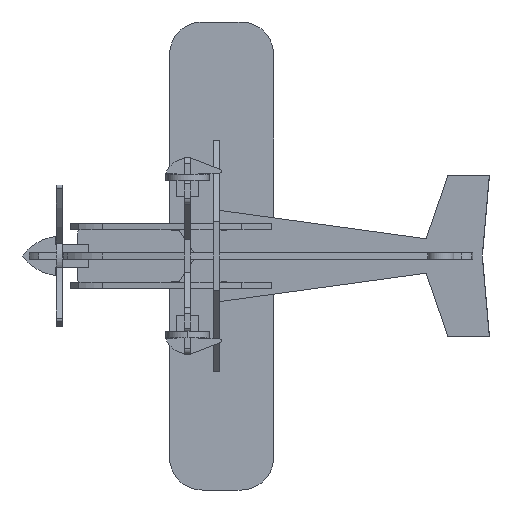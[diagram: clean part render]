
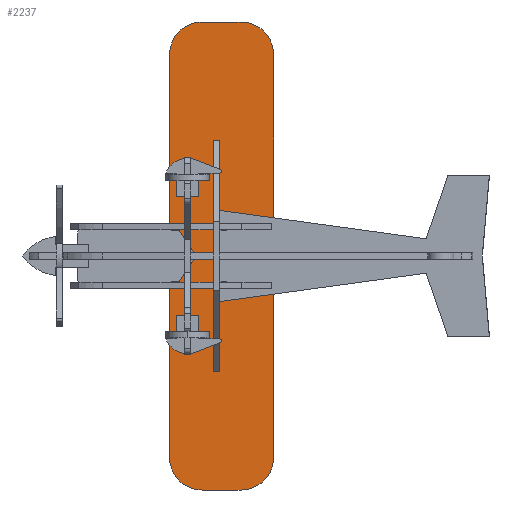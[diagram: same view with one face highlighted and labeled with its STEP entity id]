
A CAD part, front view. The second image highlights one B-rep face of the part: STEP entity #2237.
In plain terms, the highlighted free-form (B-spline) face has degree [1, 1] with [2, 2] control points.
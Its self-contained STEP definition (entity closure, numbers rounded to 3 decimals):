
#1676 = VERTEX_POINT('',#1677);
#1677 = CARTESIAN_POINT('',(-15.822,9.646,
    68.671));
#1682 = EDGE_CURVE('',#1683,#1676,#1685,.T.);
#1683 = VERTEX_POINT('',#1684);
#1684 = CARTESIAN_POINT('',(-26.104,9.646,
    78.953));
#1685 = ( BOUNDED_CURVE() B_SPLINE_CURVE(2,(#1686,#1687,#1688),
.UNSPECIFIED.,.F.,.F.) B_SPLINE_CURVE_WITH_KNOTS((3,3),(3.142,
4.712),.PIECEWISE_BEZIER_KNOTS.) CURVE() 
GEOMETRIC_REPRESENTATION_ITEM() RATIONAL_B_SPLINE_CURVE((1.,
0.707,1.)) REPRESENTATION_ITEM('') );
#1686 = CARTESIAN_POINT('',(-26.104,9.646,
    78.953));
#1687 = CARTESIAN_POINT('',(-26.104,9.646,
    68.671));
#1688 = CARTESIAN_POINT('',(-15.822,9.646,
    68.671));
#1713 = VERTEX_POINT('',#1714);
#1714 = CARTESIAN_POINT('',(-3.484,9.646,
    68.671));
#1719 = EDGE_CURVE('',#1676,#1713,#1720,.T.);
#1720 = B_SPLINE_CURVE_WITH_KNOTS('',1,(#1721,#1722),.UNSPECIFIED.,.F.,
  .F.,(2,2),(-9.167,0.),.PIECEWISE_BEZIER_KNOTS.);
#1721 = CARTESIAN_POINT('',(-15.822,9.646,
    68.671));
#1722 = CARTESIAN_POINT('',(-3.484,9.646,
    68.671));
#1742 = VERTEX_POINT('',#1743);
#1743 = CARTESIAN_POINT('',(6.797,9.646,
    78.953));
#1748 = EDGE_CURVE('',#1713,#1742,#1749,.T.);
#1749 = ( BOUNDED_CURVE() B_SPLINE_CURVE(2,(#1750,#1751,#1752),
.UNSPECIFIED.,.F.,.F.) B_SPLINE_CURVE_WITH_KNOTS((3,3),(4.712,
6.283),.PIECEWISE_BEZIER_KNOTS.) CURVE() 
GEOMETRIC_REPRESENTATION_ITEM() RATIONAL_B_SPLINE_CURVE((1.,
0.707,1.)) REPRESENTATION_ITEM('') );
#1750 = CARTESIAN_POINT('',(-3.484,9.646,
    68.671));
#1751 = CARTESIAN_POINT('',(6.797,9.646,
    68.671));
#1752 = CARTESIAN_POINT('',(6.797,9.646,
    78.953));
#1773 = VERTEX_POINT('',#1774);
#1774 = CARTESIAN_POINT('',(6.797,9.646,
    132.418));
#1779 = EDGE_CURVE('',#1742,#1773,#1780,.T.);
#1780 = B_SPLINE_CURVE_WITH_KNOTS('',1,(#1781,#1782),.UNSPECIFIED.,.F.,
  .F.,(2,2),(-39.722,0.),.PIECEWISE_BEZIER_KNOTS.);
#1781 = CARTESIAN_POINT('',(6.797,9.646,
    78.953));
#1782 = CARTESIAN_POINT('',(6.797,9.646,
    132.418));
#1801 = VERTEX_POINT('',#1802);
#1802 = CARTESIAN_POINT('',(-10.682,9.646,
    132.418));
#1807 = EDGE_CURVE('',#1773,#1801,#1808,.T.);
#1808 = B_SPLINE_CURVE_WITH_KNOTS('',1,(#1809,#1810),.UNSPECIFIED.,.F.,
  .F.,(2,2),(-12.986,-0.),.PIECEWISE_BEZIER_KNOTS.);
#1809 = CARTESIAN_POINT('',(6.797,9.646,
    132.418));
#1810 = CARTESIAN_POINT('',(-10.682,9.646,
    132.418));
#1829 = VERTEX_POINT('',#1830);
#1830 = CARTESIAN_POINT('',(-10.682,9.646,
    134.474));
#1835 = EDGE_CURVE('',#1801,#1829,#1836,.T.);
#1836 = B_SPLINE_CURVE_WITH_KNOTS('',1,(#1837,#1838),.UNSPECIFIED.,.F.,
  .F.,(2,2),(-1.528,0.),.PIECEWISE_BEZIER_KNOTS.);
#1837 = CARTESIAN_POINT('',(-10.682,9.646,
    132.418));
#1838 = CARTESIAN_POINT('',(-10.682,9.646,
    134.474));
#1857 = VERTEX_POINT('',#1858);
#1858 = CARTESIAN_POINT('',(6.797,9.646,134.474
    ));
#1863 = EDGE_CURVE('',#1829,#1857,#1864,.T.);
#1864 = B_SPLINE_CURVE_WITH_KNOTS('',1,(#1865,#1866),.UNSPECIFIED.,.F.,
  .F.,(2,2),(-12.986,0.),.PIECEWISE_BEZIER_KNOTS.);
#1865 = CARTESIAN_POINT('',(-10.682,9.646,
    134.474));
#1866 = CARTESIAN_POINT('',(6.797,9.646,134.474
    ));
#1885 = VERTEX_POINT('',#1886);
#1886 = CARTESIAN_POINT('',(6.797,9.646,
    141.671));
#1891 = EDGE_CURVE('',#1857,#1885,#1892,.T.);
#1892 = B_SPLINE_CURVE_WITH_KNOTS('',1,(#1893,#1894),.UNSPECIFIED.,.F.,
  .F.,(2,2),(-5.347,0.),.PIECEWISE_BEZIER_KNOTS.);
#1893 = CARTESIAN_POINT('',(6.797,9.646,134.474
    ));
#1894 = CARTESIAN_POINT('',(6.797,9.646,
    141.671));
#1913 = VERTEX_POINT('',#1914);
#1914 = CARTESIAN_POINT('',(-10.682,9.646,
    141.671));
#1919 = EDGE_CURVE('',#1885,#1913,#1920,.T.);
#1920 = B_SPLINE_CURVE_WITH_KNOTS('',1,(#1921,#1922),.UNSPECIFIED.,.F.,
  .F.,(2,2),(-12.986,-0.),.PIECEWISE_BEZIER_KNOTS.);
#1921 = CARTESIAN_POINT('',(6.797,9.646,
    141.671));
#1922 = CARTESIAN_POINT('',(-10.682,9.646,
    141.671));
#1941 = VERTEX_POINT('',#1942);
#1942 = CARTESIAN_POINT('',(-10.682,9.646,
    143.728));
#1947 = EDGE_CURVE('',#1913,#1941,#1948,.T.);
#1948 = B_SPLINE_CURVE_WITH_KNOTS('',1,(#1949,#1950),.UNSPECIFIED.,.F.,
  .F.,(2,2),(-1.528,0.),.PIECEWISE_BEZIER_KNOTS.);
#1949 = CARTESIAN_POINT('',(-10.682,9.646,
    141.671));
#1950 = CARTESIAN_POINT('',(-10.682,9.646,
    143.728));
#1969 = VERTEX_POINT('',#1970);
#1970 = CARTESIAN_POINT('',(6.797,9.646,
    143.728));
#1975 = EDGE_CURVE('',#1941,#1969,#1976,.T.);
#1976 = B_SPLINE_CURVE_WITH_KNOTS('',1,(#1977,#1978),.UNSPECIFIED.,.F.,
  .F.,(2,2),(-12.986,0.),.PIECEWISE_BEZIER_KNOTS.);
#1977 = CARTESIAN_POINT('',(-10.682,9.646,
    143.728));
#1978 = CARTESIAN_POINT('',(6.797,9.646,
    143.728));
#1997 = VERTEX_POINT('',#1998);
#1998 = CARTESIAN_POINT('',(6.797,9.646,
    150.925));
#2003 = EDGE_CURVE('',#1969,#1997,#2004,.T.);
#2004 = B_SPLINE_CURVE_WITH_KNOTS('',1,(#2005,#2006),.UNSPECIFIED.,.F.,
  .F.,(2,2),(-5.347,0.),.PIECEWISE_BEZIER_KNOTS.);
#2005 = CARTESIAN_POINT('',(6.797,9.646,
    143.728));
#2006 = CARTESIAN_POINT('',(6.797,9.646,
    150.925));
#2025 = VERTEX_POINT('',#2026);
#2026 = CARTESIAN_POINT('',(-10.682,9.646,
    150.925));
#2031 = EDGE_CURVE('',#1997,#2025,#2032,.T.);
#2032 = B_SPLINE_CURVE_WITH_KNOTS('',1,(#2033,#2034),.UNSPECIFIED.,.F.,
  .F.,(2,2),(-12.986,-0.),.PIECEWISE_BEZIER_KNOTS.);
#2033 = CARTESIAN_POINT('',(6.797,9.646,
    150.925));
#2034 = CARTESIAN_POINT('',(-10.682,9.646,
    150.925));
#2053 = VERTEX_POINT('',#2054);
#2054 = CARTESIAN_POINT('',(-10.682,9.646,
    152.981));
#2059 = EDGE_CURVE('',#2025,#2053,#2060,.T.);
#2060 = B_SPLINE_CURVE_WITH_KNOTS('',1,(#2061,#2062),.UNSPECIFIED.,.F.,
  .F.,(2,2),(-1.528,0.),.PIECEWISE_BEZIER_KNOTS.);
#2061 = CARTESIAN_POINT('',(-10.682,9.646,
    150.925));
#2062 = CARTESIAN_POINT('',(-10.682,9.646,
    152.981));
#2081 = VERTEX_POINT('',#2082);
#2082 = CARTESIAN_POINT('',(6.797,9.646,
    152.981));
#2087 = EDGE_CURVE('',#2053,#2081,#2088,.T.);
#2088 = B_SPLINE_CURVE_WITH_KNOTS('',1,(#2089,#2090),.UNSPECIFIED.,.F.,
  .F.,(2,2),(-12.986,0.),.PIECEWISE_BEZIER_KNOTS.);
#2089 = CARTESIAN_POINT('',(-10.682,9.646,
    152.981));
#2090 = CARTESIAN_POINT('',(6.797,9.646,
    152.981));
#2109 = VERTEX_POINT('',#2110);
#2110 = CARTESIAN_POINT('',(6.797,9.646,
    206.446));
#2115 = EDGE_CURVE('',#2081,#2109,#2116,.T.);
#2116 = B_SPLINE_CURVE_WITH_KNOTS('',1,(#2117,#2118),.UNSPECIFIED.,.F.,
  .F.,(2,2),(-39.722,0.),.PIECEWISE_BEZIER_KNOTS.);
#2117 = CARTESIAN_POINT('',(6.797,9.646,
    152.981));
#2118 = CARTESIAN_POINT('',(6.797,9.646,
    206.446));
#2138 = VERTEX_POINT('',#2139);
#2139 = CARTESIAN_POINT('',(-3.484,9.646,
    216.728));
#2144 = EDGE_CURVE('',#2109,#2138,#2145,.T.);
#2145 = ( BOUNDED_CURVE() B_SPLINE_CURVE(2,(#2146,#2147,#2148),
.UNSPECIFIED.,.F.,.F.) B_SPLINE_CURVE_WITH_KNOTS((3,3),(0.,
1.571),.PIECEWISE_BEZIER_KNOTS.) CURVE() 
GEOMETRIC_REPRESENTATION_ITEM() RATIONAL_B_SPLINE_CURVE((1.,
0.707,1.)) REPRESENTATION_ITEM('') );
#2146 = CARTESIAN_POINT('',(6.797,9.646,
    206.446));
#2147 = CARTESIAN_POINT('',(6.797,9.646,
    216.728));
#2148 = CARTESIAN_POINT('',(-3.484,9.646,
    216.728));
#2169 = VERTEX_POINT('',#2170);
#2170 = CARTESIAN_POINT('',(-15.822,9.646,
    216.728));
#2175 = EDGE_CURVE('',#2138,#2169,#2176,.T.);
#2176 = B_SPLINE_CURVE_WITH_KNOTS('',1,(#2177,#2178),.UNSPECIFIED.,.F.,
  .F.,(2,2),(-9.167,0.),.PIECEWISE_BEZIER_KNOTS.);
#2177 = CARTESIAN_POINT('',(-3.484,9.646,
    216.728));
#2178 = CARTESIAN_POINT('',(-15.822,9.646,
    216.728));
#2198 = VERTEX_POINT('',#2199);
#2199 = CARTESIAN_POINT('',(-26.104,9.646,
    206.446));
#2204 = EDGE_CURVE('',#2169,#2198,#2205,.T.);
#2205 = ( BOUNDED_CURVE() B_SPLINE_CURVE(2,(#2206,#2207,#2208),
.UNSPECIFIED.,.F.,.F.) B_SPLINE_CURVE_WITH_KNOTS((3,3),(1.571,
3.142),.PIECEWISE_BEZIER_KNOTS.) CURVE() 
GEOMETRIC_REPRESENTATION_ITEM() RATIONAL_B_SPLINE_CURVE((1.,
0.707,1.)) REPRESENTATION_ITEM('') );
#2206 = CARTESIAN_POINT('',(-15.822,9.646,
    216.728));
#2207 = CARTESIAN_POINT('',(-26.104,9.646,
    216.728));
#2208 = CARTESIAN_POINT('',(-26.104,9.646,
    206.446));
#2227 = EDGE_CURVE('',#2198,#1683,#2228,.T.);
#2228 = B_SPLINE_CURVE_WITH_KNOTS('',1,(#2229,#2230),.UNSPECIFIED.,.F.,
  .F.,(2,2),(-94.721,-0.),.PIECEWISE_BEZIER_KNOTS.);
#2229 = CARTESIAN_POINT('',(-26.104,9.646,
    206.446));
#2230 = CARTESIAN_POINT('',(-26.104,9.646,
    78.953));
#2237 = ADVANCED_FACE('',(#2238),#2260,.T.);
#2238 = FACE_BOUND('',#2239,.T.);
#2239 = EDGE_LOOP('',(#2240,#2241,#2242,#2243,#2244,#2245,#2246,#2247,
    #2248,#2249,#2250,#2251,#2252,#2253,#2254,#2255,#2256,#2257,#2258,
    #2259));
#2240 = ORIENTED_EDGE('',*,*,#1682,.T.);
#2241 = ORIENTED_EDGE('',*,*,#1719,.T.);
#2242 = ORIENTED_EDGE('',*,*,#1748,.T.);
#2243 = ORIENTED_EDGE('',*,*,#1779,.T.);
#2244 = ORIENTED_EDGE('',*,*,#1807,.T.);
#2245 = ORIENTED_EDGE('',*,*,#1835,.T.);
#2246 = ORIENTED_EDGE('',*,*,#1863,.T.);
#2247 = ORIENTED_EDGE('',*,*,#1891,.T.);
#2248 = ORIENTED_EDGE('',*,*,#1919,.T.);
#2249 = ORIENTED_EDGE('',*,*,#1947,.T.);
#2250 = ORIENTED_EDGE('',*,*,#1975,.T.);
#2251 = ORIENTED_EDGE('',*,*,#2003,.T.);
#2252 = ORIENTED_EDGE('',*,*,#2031,.T.);
#2253 = ORIENTED_EDGE('',*,*,#2059,.T.);
#2254 = ORIENTED_EDGE('',*,*,#2087,.T.);
#2255 = ORIENTED_EDGE('',*,*,#2115,.T.);
#2256 = ORIENTED_EDGE('',*,*,#2144,.T.);
#2257 = ORIENTED_EDGE('',*,*,#2175,.T.);
#2258 = ORIENTED_EDGE('',*,*,#2204,.T.);
#2259 = ORIENTED_EDGE('',*,*,#2227,.T.);
#2260 = B_SPLINE_SURFACE_WITH_KNOTS('',1,1,(
    (#2261,#2262)
    ,(#2263,#2264
    )),.UNSPECIFIED.,.F.,.F.,.F.,(2,2),(2,2),(-7.639,16.805),(
    -7.639,102.359),.PIECEWISE_BEZIER_KNOTS.);
#2261 = CARTESIAN_POINT('',(-26.104,9.646,
    68.671));
#2262 = CARTESIAN_POINT('',(-26.104,9.646,
    216.728));
#2263 = CARTESIAN_POINT('',(6.797,9.646,
    68.671));
#2264 = CARTESIAN_POINT('',(6.797,9.646,
    216.728));
